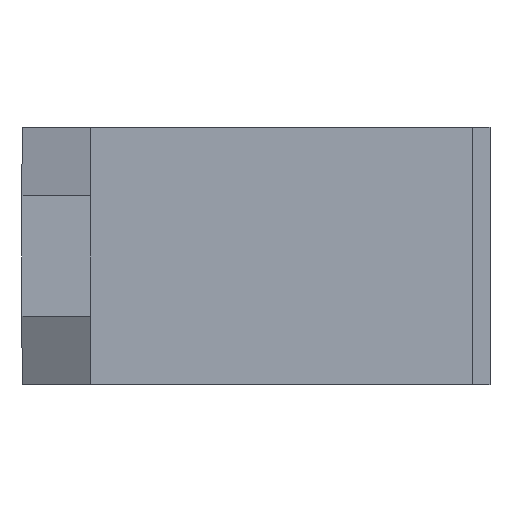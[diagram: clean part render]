
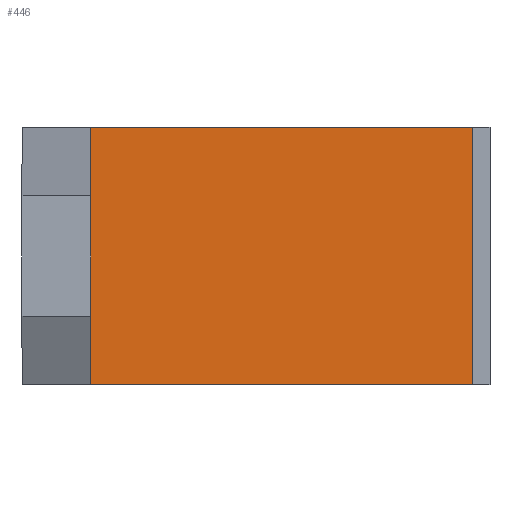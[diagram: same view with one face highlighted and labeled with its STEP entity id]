
A CAD part, left-side view. The second image highlights one B-rep face of the part: STEP entity #446.
In plain terms, the highlighted planar face has unit normal (-1, 0, 0).
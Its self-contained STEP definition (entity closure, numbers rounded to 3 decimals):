
#49=FACE_OUTER_BOUND('',#77,.T.);
#77=EDGE_LOOP('',(#384,#385,#386,#387));
#87=LINE('',#621,#141);
#117=LINE('',#690,#171);
#132=LINE('',#722,#186);
#133=LINE('',#723,#187);
#141=VECTOR('',#504,10.);
#171=VECTOR('',#564,10.);
#186=VECTOR('',#597,10.);
#187=VECTOR('',#598,10.);
#194=VERTEX_POINT('',#618);
#195=VERTEX_POINT('',#620);
#218=VERTEX_POINT('',#687);
#219=VERTEX_POINT('',#689);
#235=EDGE_CURVE('',#195,#194,#87,.T.);
#269=EDGE_CURVE('',#218,#219,#117,.F.);
#286=EDGE_CURVE('',#219,#194,#132,.T.);
#287=EDGE_CURVE('',#195,#218,#133,.F.);
#384=ORIENTED_EDGE('',*,*,#235,.T.);
#385=ORIENTED_EDGE('',*,*,#286,.F.);
#386=ORIENTED_EDGE('',*,*,#269,.F.);
#387=ORIENTED_EDGE('',*,*,#287,.F.);
#424=PLANE('',#488);
#446=ADVANCED_FACE('',(#49),#424,.T.);
#488=AXIS2_PLACEMENT_3D('',#721,#595,#596);
#504=DIRECTION('',(0.,0.,-1.));
#564=DIRECTION('',(0.,0.,1.));
#595=DIRECTION('center_axis',(-1.,0.,0.));
#596=DIRECTION('ref_axis',(0.,0.,-1.));
#597=DIRECTION('',(0.,1.,0.));
#598=DIRECTION('',(0.,1.,0.));
#618=CARTESIAN_POINT('',(-35.,59.55,16.75));
#620=CARTESIAN_POINT('',(-35.,59.55,46.75));
#621=CARTESIAN_POINT('',(-35.,59.55,31.75));
#687=CARTESIAN_POINT('',(-35.,15.,46.75));
#689=CARTESIAN_POINT('',(-35.,15.,16.75));
#690=CARTESIAN_POINT('',(-35.,15.,39.25));
#721=CARTESIAN_POINT('Origin',(-35.,16.75,46.75));
#722=CARTESIAN_POINT('',(-35.,16.75,16.75));
#723=CARTESIAN_POINT('',(-35.,16.75,46.75));
